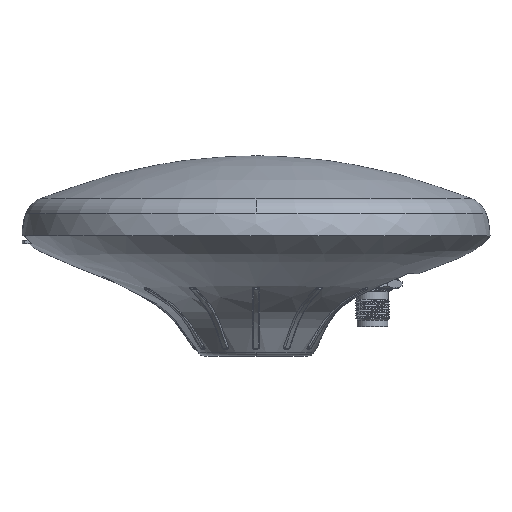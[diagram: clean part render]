
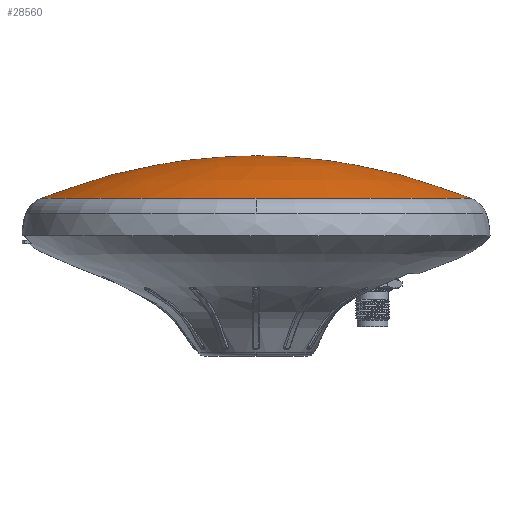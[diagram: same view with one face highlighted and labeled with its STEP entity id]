
A CAD part, top view. The second image highlights one B-rep face of the part: STEP entity #28560.
In plain terms, the highlighted free-form (B-spline) face has degree [2, 3] with [3, 4] control points.
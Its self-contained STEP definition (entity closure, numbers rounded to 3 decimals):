
#397 = B_SPLINE_CURVE_WITH_KNOTS ( 'NONE', 2,
 ( #485, #34710, #41653 ),
 .UNSPECIFIED., .F., .F.,
 ( 3, 3 ),
 ( 0.042, 1. ),
 .UNSPECIFIED. ) ;
#485 = CARTESIAN_POINT ( 'NONE',  ( -67.373, 49.183, 0. ) ) ;
#739 = ORIENTED_EDGE ( 'NONE', *, *, #18156, .F. ) ;
#824 = CIRCLE ( 'NONE', #15077, 67.373 ) ;
#1056 = EDGE_LOOP ( 'NONE', ( #739, #1655, #3828, #27817 ) ) ;
#1060 = CARTESIAN_POINT ( 'NONE',  ( 0., 62.5, 0. ) ) ;
#1655 = ORIENTED_EDGE ( 'NONE', *, *, #21146, .T. ) ;
#3351 = CARTESIAN_POINT ( 'NONE',  ( 0., 49.183, 67.373 ) ) ;
#3828 = ORIENTED_EDGE ( 'NONE', *, *, #27937, .T. ) ;
#4421 = CARTESIAN_POINT ( 'NONE',  ( -34.254, 62.5, 68.508 ) ) ;
#4852 = CARTESIAN_POINT ( 'NONE',  ( 0., 62.5, 0. ) ) ;
#6693 = CARTESIAN_POINT ( 'NONE',  ( 0., 62.5, 0. ) ) ;
#8431 =( BOUNDED_SURFACE ( )  B_SPLINE_SURFACE ( 2, 3, ( 
 ( #31283, #14273, #14485, #18280 ),
 ( #28142, #41788, #4421, #42007 ),
 ( #1060, #31924, #4852, #11569 ) ),
 .UNSPECIFIED., .F., .F., .T. ) 
 B_SPLINE_SURFACE_WITH_KNOTS ( ( 3, 3 ),
 ( 4, 4 ),
 ( 0.042, 1. ),
 ( 0., 1. ),
 .UNSPECIFIED. ) 
 GEOMETRIC_REPRESENTATION_ITEM ( )  RATIONAL_B_SPLINE_SURFACE ( (
 ( 1., 0.333, 0.333, 1.),
 ( 1., 0.333, 0.333, 1.),
 ( 1., 0.333, 0.333, 1.) ) ) 
 REPRESENTATION_ITEM ( '' )  SURFACE ( )  );
#9702 = CIRCLE ( 'NONE', #32545, 67.373 ) ;
#10031 = CARTESIAN_POINT ( 'NONE',  ( 34.254, 62.5, 0. ) ) ;
#11263 = VERTEX_POINT ( 'NONE', #3351 ) ;
#11569 = CARTESIAN_POINT ( 'NONE',  ( 0., 62.5, 0. ) ) ;
#11652 = DIRECTION ( 'NONE',  ( 0., 0., -1. ) ) ;
#14273 = CARTESIAN_POINT ( 'NONE',  ( 67.373, 49.183, 134.746 ) ) ;
#14485 = CARTESIAN_POINT ( 'NONE',  ( -67.373, 49.183, 134.746 ) ) ;
#15077 = AXIS2_PLACEMENT_3D ( 'NONE', #32449, #42087, #11652 ) ;
#17981 = CARTESIAN_POINT ( 'NONE',  ( 0., 62.5, 0. ) ) ;
#18156 = EDGE_CURVE ( 'NONE', #37179, #41255, #397, .T. ) ;
#18280 = CARTESIAN_POINT ( 'NONE',  ( -67.373, 49.183, 0. ) ) ;
#21096 = CARTESIAN_POINT ( 'NONE',  ( 0., 49.183, 0. ) ) ;
#21146 = EDGE_CURVE ( 'NONE', #37179, #11263, #824, .T. ) ;
#27589 = DIRECTION ( 'NONE',  ( 0., 0., -1. ) ) ;
#27817 = ORIENTED_EDGE ( 'NONE', *, *, #28266, .T. ) ;
#27937 = EDGE_CURVE ( 'NONE', #11263, #31106, #9702, .T. ) ;
#28142 = CARTESIAN_POINT ( 'NONE',  ( 34.254, 62.5, 0. ) ) ;
#28266 = EDGE_CURVE ( 'NONE', #31106, #41255, #31429, .T. ) ;
#28560 = ADVANCED_FACE ( 'NONE', ( #31057 ), #8431, .T. ) ;
#30835 = CARTESIAN_POINT ( 'NONE',  ( 67.373, 49.183, 0. ) ) ;
#31057 = FACE_OUTER_BOUND ( 'NONE', #1056, .T. ) ;
#31106 = VERTEX_POINT ( 'NONE', #38628 ) ;
#31283 = CARTESIAN_POINT ( 'NONE',  ( 67.373, 49.183, 0. ) ) ;
#31429 = B_SPLINE_CURVE_WITH_KNOTS ( 'NONE', 2,
 ( #30835, #10031, #6693 ),
 .UNSPECIFIED., .F., .F.,
 ( 3, 3 ),
 ( 0.042, 1. ),
 .UNSPECIFIED. ) ;
#31924 = CARTESIAN_POINT ( 'NONE',  ( 0., 62.5, 0. ) ) ;
#32449 = CARTESIAN_POINT ( 'NONE',  ( 0., 49.183, 0. ) ) ;
#32545 = AXIS2_PLACEMENT_3D ( 'NONE', #21096, #37654, #27589 ) ;
#34710 = CARTESIAN_POINT ( 'NONE',  ( -34.254, 62.5, 0. ) ) ;
#37179 = VERTEX_POINT ( 'NONE', #40043 ) ;
#37654 = DIRECTION ( 'NONE',  ( 0., 1., 0. ) ) ;
#38628 = CARTESIAN_POINT ( 'NONE',  ( 67.373, 49.183, 0. ) ) ;
#40043 = CARTESIAN_POINT ( 'NONE',  ( -67.373, 49.183, 0. ) ) ;
#41255 = VERTEX_POINT ( 'NONE', #17981 ) ;
#41653 = CARTESIAN_POINT ( 'NONE',  ( 0., 62.5, 0. ) ) ;
#41788 = CARTESIAN_POINT ( 'NONE',  ( 34.254, 62.5, 68.508 ) ) ;
#42007 = CARTESIAN_POINT ( 'NONE',  ( -34.254, 62.5, 0. ) ) ;
#42087 = DIRECTION ( 'NONE',  ( 0., 1., 0. ) ) ;
